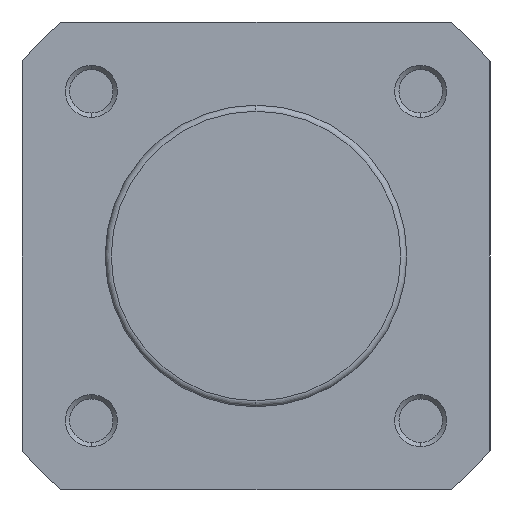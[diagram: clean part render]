
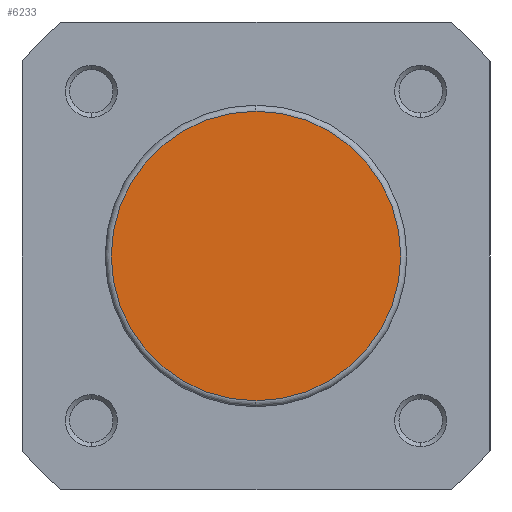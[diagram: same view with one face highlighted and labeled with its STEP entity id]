
A CAD part, left-side view. The second image highlights one B-rep face of the part: STEP entity #6233.
In plain terms, the highlighted planar face has unit normal (-1, 0, 0).
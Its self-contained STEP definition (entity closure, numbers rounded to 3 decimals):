
#673 = ORIENTED_EDGE ( 'NONE', *, *, #5077, .T. ) ;
#674 = ORIENTED_EDGE ( 'NONE', *, *, #4919, .T. ) ;
#911 = VERTEX_POINT ( 'NONE', #1258 ) ;
#912 = VERTEX_POINT ( 'NONE', #1259 ) ;
#1258 = CARTESIAN_POINT ( 'NONE',  ( 0., 0., -16.7 ) ) ;
#1259 = CARTESIAN_POINT ( 'NONE',  ( 0., 0., 16.7 ) ) ;
#1796 = CARTESIAN_POINT ( 'NONE',  ( 0., 0., 0. ) ) ;
#1802 = DIRECTION ( 'NONE',  ( -1., 0., 0. ) ) ;
#1803 = DIRECTION ( 'NONE',  ( 0., 0., 1. ) ) ;
#2271 = CARTESIAN_POINT ( 'NONE',  ( 0., 0., 0. ) ) ;
#2272 = DIRECTION ( 'NONE',  ( -1., 0., 0. ) ) ;
#2273 = DIRECTION ( 'NONE',  ( 0., 0., 1. ) ) ;
#3187 = CARTESIAN_POINT ( 'NONE',  ( 0., -17.4, 0. ) ) ;
#3188 = PLANE ( 'NONE',  #5997 ) ;
#3190 = DIRECTION ( 'NONE',  ( -1., 0., 0. ) ) ;
#3191 = DIRECTION ( 'NONE',  ( 0., 0., 1. ) ) ;
#4048 = CIRCLE ( 'NONE', #5773, 16.7 ) ;
#4269 = CIRCLE ( 'NONE', #5837, 16.7 ) ;
#4797 = FACE_OUTER_BOUND ( 'NONE', #5433, .T. ) ;
#4919 = EDGE_CURVE ( 'NONE', #912, #911, #4048, .T. ) ;
#5077 = EDGE_CURVE ( 'NONE', #911, #912, #4269, .T. ) ;
#5433 = EDGE_LOOP ( 'NONE', ( #674, #673 ) ) ;
#5773 = AXIS2_PLACEMENT_3D ( 'NONE', #1796, #1802, #1803 ) ;
#5837 = AXIS2_PLACEMENT_3D ( 'NONE', #2271, #2272, #2273 ) ;
#5997 = AXIS2_PLACEMENT_3D ( 'NONE', #3187, #3190, #3191 ) ;
#6233 = ADVANCED_FACE ( 'NONE', ( #4797 ), #3188, .T. ) ;
